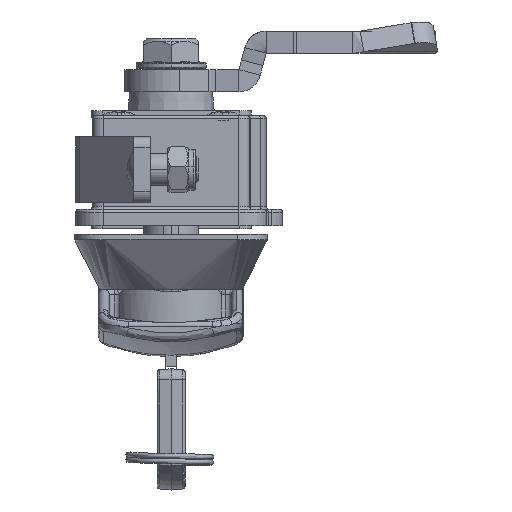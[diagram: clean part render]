
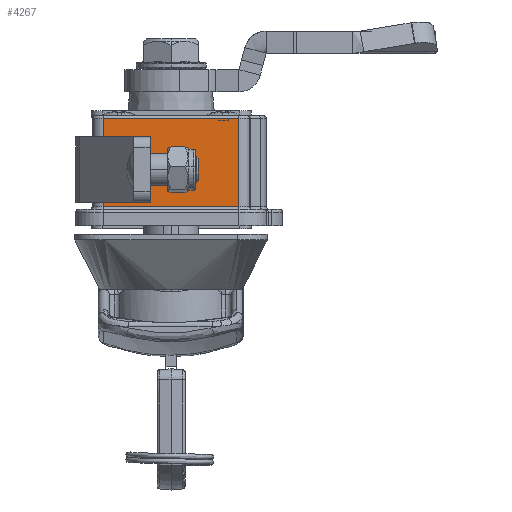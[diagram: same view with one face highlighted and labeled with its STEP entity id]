
A CAD part, left-side view. The second image highlights one B-rep face of the part: STEP entity #4267.
In plain terms, the highlighted planar face has unit normal (-1, 0, 0).
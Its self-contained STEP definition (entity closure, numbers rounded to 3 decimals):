
#783 = VERTEX_POINT ( 'NONE', #42640 ) ;
#1497 = CARTESIAN_POINT ( 'NONE',  ( -76.8, -62.3, 21.5 ) ) ;
#1787 = DIRECTION ( 'NONE',  ( 0., 0., 1. ) ) ;
#4267 = ADVANCED_FACE ( 'NONE', ( #41244 ), #14088, .F. ) ;
#11966 = EDGE_CURVE ( 'NONE', #21738, #26131, #26775, .T. ) ;
#12958 = LINE ( 'NONE', #29312, #49497 ) ;
#13529 = VECTOR ( 'NONE', #1787, 1000. ) ;
#14088 = PLANE ( 'NONE',  #24111 ) ;
#15787 = VERTEX_POINT ( 'NONE', #49535 ) ;
#15985 = VECTOR ( 'NONE', #34799, 1000. ) ;
#17416 = EDGE_CURVE ( 'NONE', #26131, #783, #51180, .T. ) ;
#18199 = CARTESIAN_POINT ( 'NONE',  ( -76.8, -37.7, 21. ) ) ;
#20228 = DIRECTION ( 'NONE',  ( 0., 1., 0. ) ) ;
#20303 = DIRECTION ( 'NONE',  ( 0., -1., 0. ) ) ;
#20388 = EDGE_CURVE ( 'NONE', #15787, #21738, #29975, .T. ) ;
#21738 = VERTEX_POINT ( 'NONE', #18199 ) ;
#23891 = ORIENTED_EDGE ( 'NONE', *, *, #35311, .F. ) ;
#24111 = AXIS2_PLACEMENT_3D ( 'NONE', #30445, #38769, #29898 ) ;
#24695 = CARTESIAN_POINT ( 'NONE',  ( -76.8, -62.3, 21. ) ) ;
#26131 = VERTEX_POINT ( 'NONE', #24695 ) ;
#26775 = LINE ( 'NONE', #47443, #36336 ) ;
#29312 = CARTESIAN_POINT ( 'NONE',  ( -76.8, -35.7, 5. ) ) ;
#29898 = DIRECTION ( 'NONE',  ( 0., 0., 1. ) ) ;
#29975 = LINE ( 'NONE', #35089, #13529 ) ;
#30445 = CARTESIAN_POINT ( 'NONE',  ( -76.8, -35.7, 21.5 ) ) ;
#34799 = DIRECTION ( 'NONE',  ( 0., 0., -1. ) ) ;
#35089 = CARTESIAN_POINT ( 'NONE',  ( -76.8, -37.7, 21.5 ) ) ;
#35311 = EDGE_CURVE ( 'NONE', #783, #15787, #12958, .T. ) ;
#36336 = VECTOR ( 'NONE', #20303, 1000. ) ;
#38769 = DIRECTION ( 'NONE',  ( 1., 0., 0. ) ) ;
#39957 = ORIENTED_EDGE ( 'NONE', *, *, #11966, .F. ) ;
#41244 = FACE_OUTER_BOUND ( 'NONE', #44992, .T. ) ;
#41298 = ORIENTED_EDGE ( 'NONE', *, *, #20388, .F. ) ;
#42640 = CARTESIAN_POINT ( 'NONE',  ( -76.8, -62.3, 5. ) ) ;
#44992 = EDGE_LOOP ( 'NONE', ( #23891, #48025, #39957, #41298 ) ) ;
#47443 = CARTESIAN_POINT ( 'NONE',  ( -76.8, -64.5, 21. ) ) ;
#48025 = ORIENTED_EDGE ( 'NONE', *, *, #17416, .F. ) ;
#49497 = VECTOR ( 'NONE', #20228, 1000. ) ;
#49535 = CARTESIAN_POINT ( 'NONE',  ( -76.8, -37.7, 5. ) ) ;
#51180 = LINE ( 'NONE', #1497, #15985 ) ;
